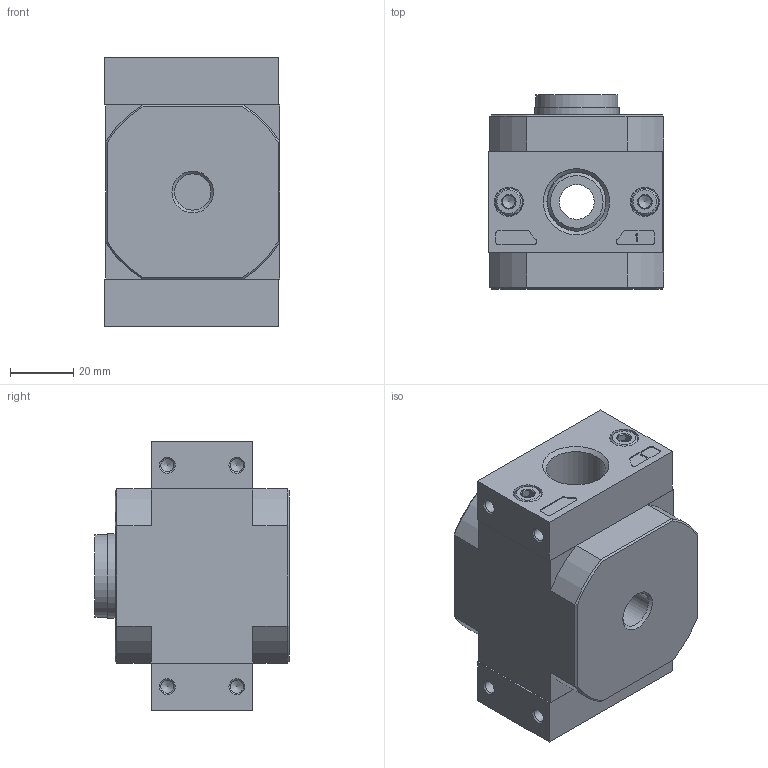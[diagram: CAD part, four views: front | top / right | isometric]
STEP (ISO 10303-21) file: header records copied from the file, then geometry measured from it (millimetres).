
FILE_DESCRIPTION(/* description */ ('STEP AP214'),/* implementation_level */ '2;1');
FILE_NAME(/* name */ '162792_FRM-H-1_2-D-MIDI',/* time_stamp */ '2024-08-28T18:50:40+02:00',/* author */ ('License CC BY-ND 4.0'),/* organization */ ('CADENAS'),/* preprocessor_version */ 'ST-DEVELOPER v19.3',/* originating_system */ 'PARTsolutions',/* authorisation */ ' ');
FILE_SCHEMA (('AUTOMOTIVE_DESIGN {1 0 10303 214 3 1 1}'));
Length unit declared in the file: millimetre
Products named in the file (8): 162792 FRM-H-1/2-D-MIDI; 4016333 FRM-H-...-MIDI; 369989 LF-D-MIDI; 380303 PBL-1/2-D-MIDI-R---(0) p1; DIN-912 - M5x18(F); 380301 PBL-1/2-D-MIDI-L---(1) p1; DIN-908 G1/2A; 531774 OK-1/2
Assembly tree (11 placements, depth 2):
  162792 FRM-H-1/2-D-MIDI
    4016333 FRM-H-...-MIDI
    369989 LF-D-MIDI  x2
    380303 PBL-1/2-D-MIDI-R---(0) p1
    DIN-912 - M5x18(F)  x4
    380301 PBL-1/2-D-MIDI-L---(1) p1
    DIN-908 G1/2A
    531774 OK-1/2
Bounding box: 55.5 x 61.35 x 85 mm (x, y, z)
Volume: 180140.1 mm3; surface area: 48663.6 mm2
Topology: 11 solids, 11 shells, 337 faces, 724 edges, 439 vertices
Faces by surface type: plane 161, cone 104, cylinder 72
Full cylindrical faces by diameter (mm): 4.134 x8, 5 x4, 7.3 x4, 7.5 x2, 8.5 x4, 11.445 x1, 12.4 x1, 18.631 x3, 20.955 x1, 21.2 x1, 24.9 x1, 25 x1, 26 x2, 26.4 x1, 26.7 x1, 29 x1, 29.7 x1, 30.8 x1, 52 x1
Entity records: 6934 total; most frequent: CARTESIAN_POINT 1156, DIRECTION 1115, ORIENTED_EDGE 896, EDGE_CURVE 448, AXIS2_PLACEMENT_3D 447, FACE_BOUND 366, EDGE_LOOP 358, VERTEX_POINT 330
